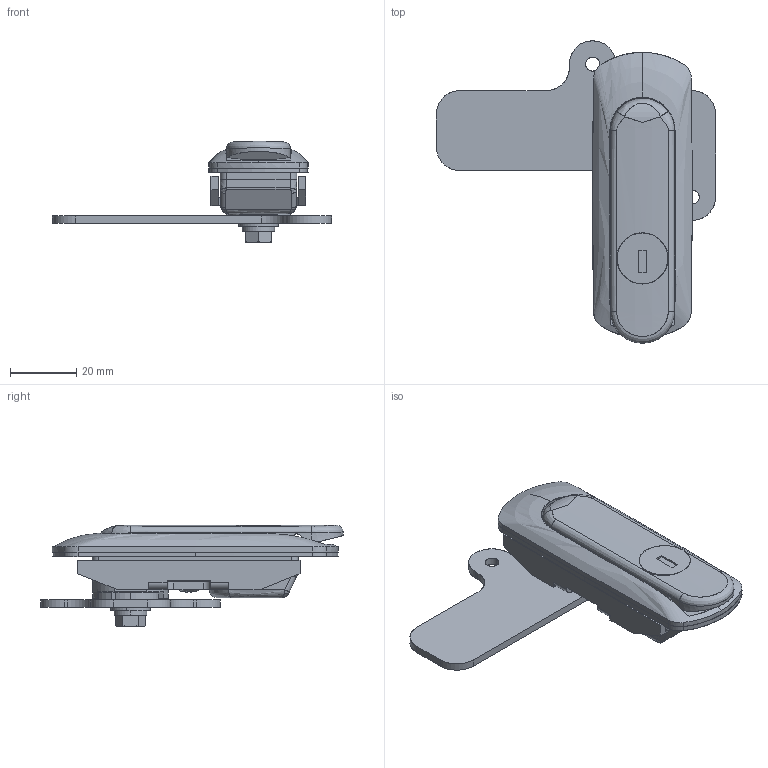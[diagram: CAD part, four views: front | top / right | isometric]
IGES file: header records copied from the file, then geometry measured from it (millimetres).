
Start section: SolidWorks IGES file using analytic representation for surfaces
Global section: file name: A-464-3-1.IGS,15; native system: HSolidWorks 2021; preprocessor: SolidWorks 2021; author: 1337yo; date: 240112.132202; units: millimetre
Bounding box: 84 x 91 x 30.56 mm (x, y, z)
Surface area: 31127.6 mm2 (no closed solid volume)
Topology: 0 solids, 0 shells, 389 faces, 5217 edges, 5211 vertices
Faces by surface type: bspline 225, revolution 164
